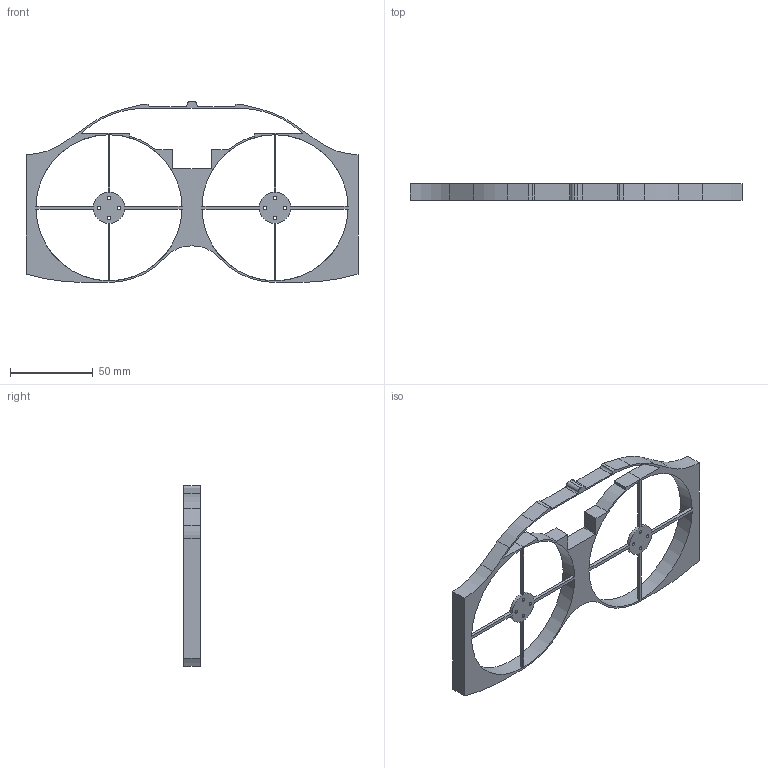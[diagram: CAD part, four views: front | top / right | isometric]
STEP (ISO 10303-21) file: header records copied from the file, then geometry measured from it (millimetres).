
FILE_DESCRIPTION(/* description */ (''),/* implementation_level */ '2;1');
FILE_NAME(/* name */ 'HAWK_engine_base.step',/* time_stamp */ '2022-10-27T16:45:39+02:00',/* author */ (''),/* organization */ (''),/* preprocessor_version */ 'ST-DEVELOPER v19.2',/* originating_system */ 'Autodesk Translation Framework v11.17.0.187',/* authorisation */ '');
FILE_SCHEMA (('AUTOMOTIVE_DESIGN { 1 0 10303 214 3 1 1 }'));
Length unit declared in the file: millimetre
Products named in the file (1): HAWK
Bounding box: 200 x 10 x 109 mm (x, y, z)
Volume: 37258.9 mm3; surface area: 24721 mm2
Topology: 1 solids, 1 shells, 87 faces, 273 edges, 182 vertices
Faces by surface type: plane 47, cylinder 40
Full cylindrical faces by diameter (mm): 2 x8, 88 x2
Entity records: 3164 total; most frequent: ORIENTED_EDGE 546, DIRECTION 545, CARTESIAN_POINT 543, EDGE_CURVE 273, AXIS2_PLACEMENT_3D 184, VERTEX_POINT 182, LINE 177, VECTOR 177
